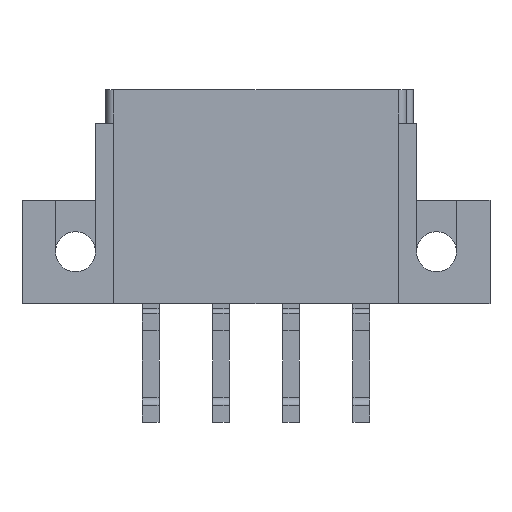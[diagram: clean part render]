
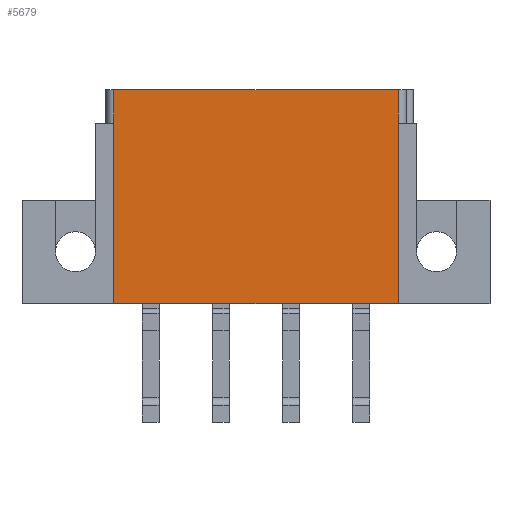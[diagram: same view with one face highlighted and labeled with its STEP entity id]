
A CAD part, front view. The second image highlights one B-rep face of the part: STEP entity #5679.
In plain terms, the highlighted planar face has unit normal (0, -1, 0).
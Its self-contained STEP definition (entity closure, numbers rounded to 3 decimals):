
#161=DIRECTION('',(-1.,0.,0.));
#162=VECTOR('',#161,17.);
#163=CARTESIAN_POINT('',(8.5,0.4,0.));
#164=LINE('',#163,#162);
#500=DIRECTION('',(-1.,0.,0.));
#501=VECTOR('',#500,17.);
#502=CARTESIAN_POINT('',(8.5,0.4,-12.8));
#503=LINE('',#502,#501);
#1792=DIRECTION('',(0.,0.,1.));
#1793=VECTOR('',#1792,2.);
#1794=CARTESIAN_POINT('',(8.5,0.4,-2.));
#1795=LINE('',#1794,#1793);
#1814=DIRECTION('',(0.,0.,1.));
#1815=VECTOR('',#1814,10.8);
#1816=CARTESIAN_POINT('',(8.5,0.4,-12.8));
#1817=LINE('',#1816,#1815);
#2162=DIRECTION('',(0.,0.,1.));
#2163=VECTOR('',#2162,2.);
#2164=CARTESIAN_POINT('',(-8.5,0.4,-2.));
#2165=LINE('',#2164,#2163);
#2223=DIRECTION('',(0.,0.,-1.));
#2224=VECTOR('',#2223,10.8);
#2225=CARTESIAN_POINT('',(-8.5,0.4,-2.));
#2226=LINE('',#2225,#2224);
#2271=CARTESIAN_POINT('',(8.5,0.4,-12.8));
#2272=CARTESIAN_POINT('',(-8.5,0.4,-12.8));
#2273=VERTEX_POINT('',#2271);
#2274=VERTEX_POINT('',#2272);
#2519=CARTESIAN_POINT('',(8.5,0.4,-2.));
#2520=CARTESIAN_POINT('',(8.5,0.4,0.));
#2521=VERTEX_POINT('',#2519);
#2522=VERTEX_POINT('',#2520);
#2563=CARTESIAN_POINT('',(-8.5,0.4,0.));
#2564=VERTEX_POINT('',#2563);
#2565=CARTESIAN_POINT('',(-8.5,0.4,-2.));
#2566=VERTEX_POINT('',#2565);
#5663=CARTESIAN_POINT('',(9.,0.4,0.));
#5664=DIRECTION('',(0.,-1.,0.));
#5665=DIRECTION('',(-1.,0.,0.));
#5666=AXIS2_PLACEMENT_3D('',#5663,#5664,#5665);
#5667=PLANE('',#5666);
#5668=ORIENTED_EDGE('',*,*,#5654,.F.);
#5670=ORIENTED_EDGE('',*,*,#5669,.F.);
#5671=ORIENTED_EDGE('',*,*,#3351,.T.);
#5673=ORIENTED_EDGE('',*,*,#5672,.F.);
#5675=ORIENTED_EDGE('',*,*,#5674,.T.);
#5676=ORIENTED_EDGE('',*,*,#2982,.F.);
#5677=EDGE_LOOP('',(#5668,#5670,#5671,#5673,#5675,#5676));
#5678=FACE_OUTER_BOUND('',#5677,.F.);
#5679=ADVANCED_FACE('',(#5678),#5667,.T.);
#2982=EDGE_CURVE('',#2522,#2564,#164,.T.);
#3351=EDGE_CURVE('',#2273,#2274,#503,.T.);
#5654=EDGE_CURVE('',#2521,#2522,#1795,.T.);
#5669=EDGE_CURVE('',#2273,#2521,#1817,.T.);
#5672=EDGE_CURVE('',#2566,#2274,#2226,.T.);
#5674=EDGE_CURVE('',#2566,#2564,#2165,.T.);
